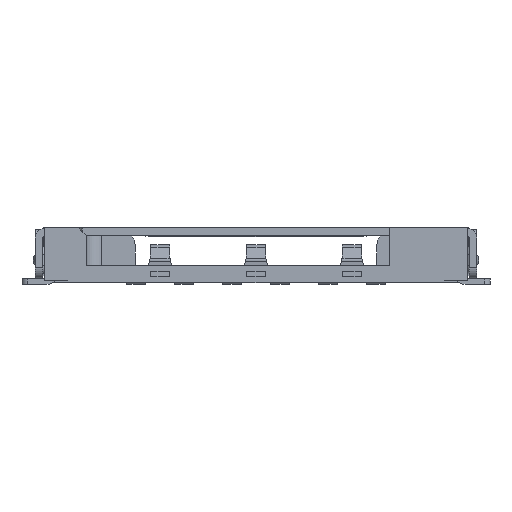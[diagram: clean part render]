
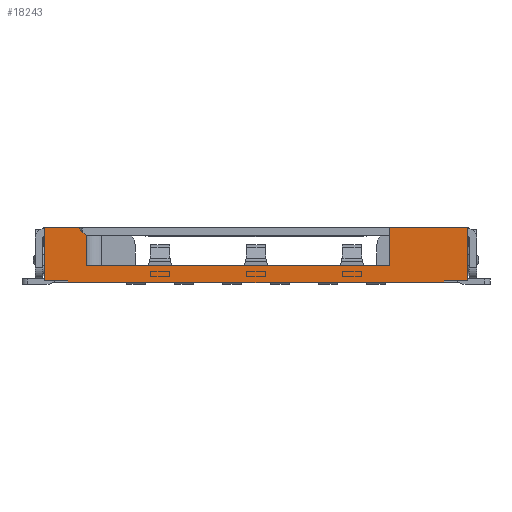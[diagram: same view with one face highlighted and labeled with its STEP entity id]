
A CAD part, front view. The second image highlights one B-rep face of the part: STEP entity #18243.
In plain terms, the highlighted planar face has unit normal (0, -1, 0).
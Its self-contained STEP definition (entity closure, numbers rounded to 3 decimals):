
#1645=ORIENTED_EDGE('',*,*,#7294,.F.);
#1646=ORIENTED_EDGE('',*,*,#7295,.T.);
#1647=ORIENTED_EDGE('',*,*,#7143,.T.);
#1648=ORIENTED_EDGE('',*,*,#7296,.F.);
#1649=ORIENTED_EDGE('',*,*,#7297,.F.);
#1650=ORIENTED_EDGE('',*,*,#7281,.F.);
#1651=ORIENTED_EDGE('',*,*,#7298,.F.);
#1652=ORIENTED_EDGE('',*,*,#7299,.F.);
#1653=ORIENTED_EDGE('',*,*,#7181,.F.);
#1654=ORIENTED_EDGE('',*,*,#7300,.T.);
#1655=ORIENTED_EDGE('',*,*,#7301,.T.);
#1656=ORIENTED_EDGE('',*,*,#7302,.F.);
#1657=ORIENTED_EDGE('',*,*,#7220,.T.);
#7143=EDGE_CURVE('',#9975,#9974,#11834,.T.);
#7181=EDGE_CURVE('',#10012,#10013,#11866,.T.);
#7220=EDGE_CURVE('',#10050,#10049,#11902,.T.);
#7281=EDGE_CURVE('',#10101,#10102,#11948,.T.);
#7294=EDGE_CURVE('',#10112,#10049,#11955,.T.);
#7295=EDGE_CURVE('',#10112,#9975,#11956,.T.);
#7296=EDGE_CURVE('',#10113,#9974,#11957,.T.);
#7297=EDGE_CURVE('',#10102,#10113,#11958,.T.);
#7298=EDGE_CURVE('',#10114,#10101,#11959,.T.);
#7299=EDGE_CURVE('',#10013,#10114,#11960,.T.);
#7300=EDGE_CURVE('',#10012,#10115,#11961,.T.);
#7301=EDGE_CURVE('',#10115,#10116,#11962,.T.);
#7302=EDGE_CURVE('',#10050,#10116,#11963,.T.);
#9974=VERTEX_POINT('',#29626);
#9975=VERTEX_POINT('',#29628);
#10012=VERTEX_POINT('',#29703);
#10013=VERTEX_POINT('',#29705);
#10049=VERTEX_POINT('',#29781);
#10050=VERTEX_POINT('',#29783);
#10101=VERTEX_POINT('',#29904);
#10102=VERTEX_POINT('',#29906);
#10112=VERTEX_POINT('',#29933);
#10113=VERTEX_POINT('',#29936);
#10114=VERTEX_POINT('',#29939);
#10115=VERTEX_POINT('',#29942);
#10116=VERTEX_POINT('',#29944);
#11834=LINE('',#29627,#13637);
#11866=LINE('',#29704,#13669);
#11902=LINE('',#29782,#13705);
#11948=LINE('',#29905,#13751);
#11955=LINE('',#29932,#13758);
#11956=LINE('',#29934,#13759);
#11957=LINE('',#29935,#13760);
#11958=LINE('',#29937,#13761);
#11959=LINE('',#29938,#13762);
#11960=LINE('',#29940,#13763);
#11961=LINE('',#29941,#13764);
#11962=LINE('',#29943,#13765);
#11963=LINE('',#29945,#13766);
#13637=VECTOR('',#24400,1000.);
#13669=VECTOR('',#24446,1000.);
#13705=VECTOR('',#24492,1000.);
#13751=VECTOR('',#24588,1000.);
#13758=VECTOR('',#24615,1000.);
#13759=VECTOR('',#24616,1000.);
#13760=VECTOR('',#24617,1000.);
#13761=VECTOR('',#24618,1000.);
#13762=VECTOR('',#24619,1000.);
#13763=VECTOR('',#24620,1000.);
#13764=VECTOR('',#24621,1000.);
#13765=VECTOR('',#24622,1000.);
#13766=VECTOR('',#24623,1000.);
#15422=EDGE_LOOP('',(#1645,#1646,#1647,#1648,#1649,#1650,#1651,#1652,#1653,
#1654,#1655,#1656,#1657));
#16505=FACE_BOUND('',#15422,.T.);
#17570=PLANE('',#22694);
#18243=ADVANCED_FACE('',(#16505),#17570,.F.);
#22694=AXIS2_PLACEMENT_3D('',#29931,#24613,#24614);
#24400=DIRECTION('',(1.,0.,0.));
#24446=DIRECTION('',(1.,0.,0.));
#24492=DIRECTION('',(0.,0.,-1.));
#24588=DIRECTION('',(0.,0.,-1.));
#24613=DIRECTION('',(0.,1.,0.));
#24614=DIRECTION('',(-1.,0.,0.));
#24615=DIRECTION('',(-1.,0.,0.));
#24616=DIRECTION('',(0.,0.,-1.));
#24617=DIRECTION('',(0.,0.,-1.));
#24618=DIRECTION('',(-1.,0.,0.));
#24619=DIRECTION('',(1.,0.,0.));
#24620=DIRECTION('',(0.,0.,1.));
#24621=DIRECTION('',(0.,0.,1.));
#24622=DIRECTION('',(-0.707,0.,0.707));
#24623=DIRECTION('',(1.,0.,0.));
#29626=CARTESIAN_POINT('',(4.99,-7.,0.));
#29627=CARTESIAN_POINT('',(-5.6,-7.,0.));
#29628=CARTESIAN_POINT('',(-4.99,-7.,0.));
#29703=CARTESIAN_POINT('',(-4.5,-7.,0.45));
#29704=CARTESIAN_POINT('',(-4.5,-7.,0.45));
#29705=CARTESIAN_POINT('',(3.54,-7.,0.45));
#29781=CARTESIAN_POINT('',(-5.6,-7.,0.05));
#29782=CARTESIAN_POINT('',(-5.6,-7.,1.45));
#29783=CARTESIAN_POINT('',(-5.6,-7.,1.45));
#29904=CARTESIAN_POINT('',(5.6,-7.,1.45));
#29905=CARTESIAN_POINT('',(5.6,-7.,1.45));
#29906=CARTESIAN_POINT('',(5.6,-7.,0.05));
#29931=CARTESIAN_POINT('',(-5.6,-7.,1.45));
#29932=CARTESIAN_POINT('',(-4.99,-7.,0.05));
#29933=CARTESIAN_POINT('',(-4.99,-7.,0.05));
#29934=CARTESIAN_POINT('',(-4.99,-7.,0.05));
#29935=CARTESIAN_POINT('',(4.99,-7.,0.05));
#29936=CARTESIAN_POINT('',(4.99,-7.,0.05));
#29937=CARTESIAN_POINT('',(5.6,-7.,0.05));
#29938=CARTESIAN_POINT('',(-5.6,-7.,1.45));
#29939=CARTESIAN_POINT('',(3.54,-7.,1.45));
#29940=CARTESIAN_POINT('',(3.54,-7.,0.45));
#29941=CARTESIAN_POINT('',(-4.5,-7.,0.45));
#29942=CARTESIAN_POINT('',(-4.5,-7.,1.25));
#29943=CARTESIAN_POINT('',(-4.5,-7.,1.25));
#29944=CARTESIAN_POINT('',(-4.7,-7.,1.45));
#29945=CARTESIAN_POINT('',(-5.6,-7.,1.45));
